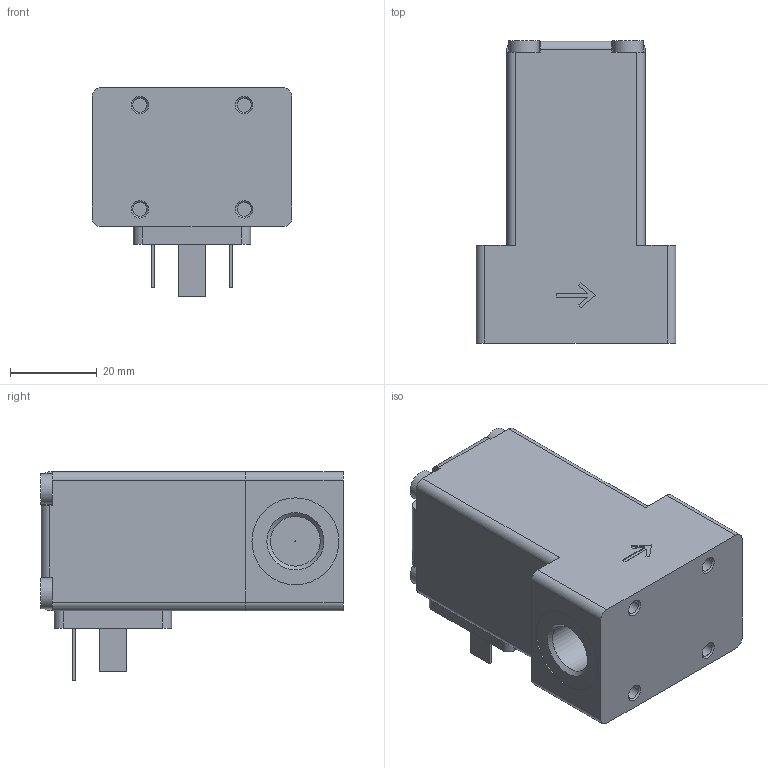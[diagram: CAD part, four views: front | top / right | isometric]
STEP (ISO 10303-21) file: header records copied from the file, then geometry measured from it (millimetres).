
FILE_DESCRIPTION(/* description */ ('STEP AP203'),/* implementation_level */ '2;1');
FILE_NAME(/* name */ '2873-236237-2_2-way_proportional_valve',/* time_stamp */ '2025-11-22T16:03:42+01:00',/* author */ ('License CC BY-ND 4.0'),/* organization */ ('CADENAS'),/* preprocessor_version */ 'ST-DEVELOPER v20',/* originating_system */ 'PARTsolutions',/* authorisation */ ' ');
FILE_SCHEMA (('CONFIG_CONTROL_DESIGN'));
Length unit declared in the file: millimetre
Products named in the file (2): 2873-236237-2/2-way proportional valve; 2873-236237t-2/2-Wege-Proportionalventil(2)
Assembly tree (1 placements, depth 2):
  2873-236237-2/2-way proportional valve
    2873-236237t-2/2-Wege-Proportionalventil(2)
Bounding box: 46 x 69.6 x 48 mm (x, y, z)
Volume: 81414.9 mm3; surface area: 14317.8 mm2
Topology: 1 solids, 1 shells, 119 faces, 279 edges, 183 vertices
Faces by surface type: plane 74, cylinder 36, cone 8, torus 1
Full cylindrical faces by diameter (mm): 0.2 x1, 2.459 x1, 3.242 x4, 6 x1, 7 x4, 10 x1, 11.445 x2, 20 x2
Entity records: 3321 total; most frequent: DIRECTION 577, CARTESIAN_POINT 558, ORIENTED_EDGE 508, EDGE_CURVE 254, AXIS2_PLACEMENT_3D 202, VERTEX_POINT 183, LINE 173, VECTOR 173
